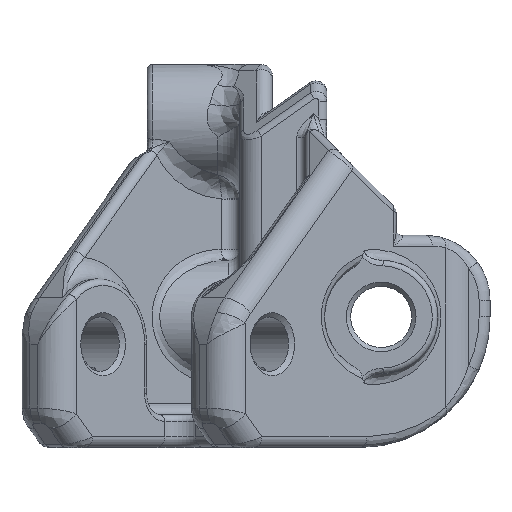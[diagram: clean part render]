
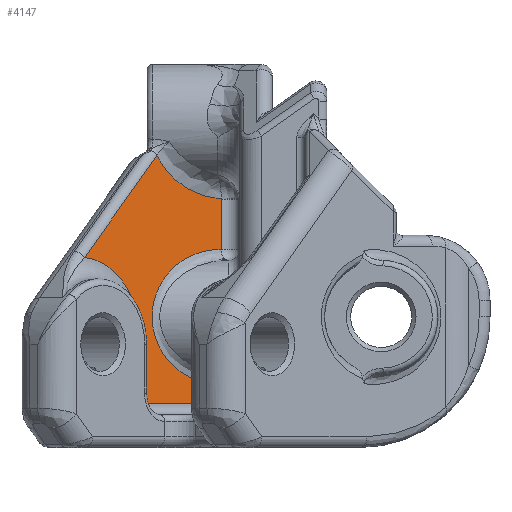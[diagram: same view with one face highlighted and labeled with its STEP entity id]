
A CAD part, front view. The second image highlights one B-rep face of the part: STEP entity #4147.
In plain terms, the highlighted planar face has unit normal (0.707, -0.707, 0).
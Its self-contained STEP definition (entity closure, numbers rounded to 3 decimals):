
#243=B_SPLINE_CURVE_WITH_KNOTS('',3,(#10215,#10216,#10217,#10218),
 .UNSPECIFIED.,.F.,.F.,(4,4),(0.,0.002),.UNSPECIFIED.);
#435=ELLIPSE('',#4612,8.768,6.2);
#439=ELLIPSE('',#4632,10.182,7.2);
#474=PLANE('',#4658);
#718=FACE_OUTER_BOUND('',#1008,.T.);
#1008=EDGE_LOOP('',(#3733,#3734,#3735,#3736,#3737,#3738,#3739,#3740,#3741));
#1113=LINE('',#6813,#1300);
#1201=LINE('',#9987,#1388);
#1202=LINE('',#9989,#1389);
#1206=LINE('',#10056,#1393);
#1216=LINE('',#10339,#1403);
#1300=VECTOR('',#4968,10.);
#1388=VECTOR('',#5692,10.);
#1389=VECTOR('',#5695,10.);
#1393=VECTOR('',#5717,10.);
#1403=VECTOR('',#5807,10.);
#1604=CIRCLE('',#4574,8.);
#1806=VERTEX_POINT('',#6811);
#1807=VERTEX_POINT('',#6812);
#1967=VERTEX_POINT('',#9710);
#1977=VERTEX_POINT('',#9926);
#1982=VERTEX_POINT('',#9937);
#1986=VERTEX_POINT('',#9946);
#1987=VERTEX_POINT('',#9979);
#1992=VERTEX_POINT('',#10053);
#1995=VERTEX_POINT('',#10159);
#2183=EDGE_CURVE('',#1806,#1807,#1113,.T.);
#2516=EDGE_CURVE('',#1807,#1967,#1604,.T.);
#2550=EDGE_CURVE('',#1987,#1986,#1201,.T.);
#2551=EDGE_CURVE('',#1986,#1982,#1202,.T.);
#2556=EDGE_CURVE('',#1982,#1977,#435,.T.);
#2561=EDGE_CURVE('',#1977,#1992,#1206,.T.);
#2568=EDGE_CURVE('',#1992,#1995,#243,.T.);
#2578=EDGE_CURVE('',#1995,#1806,#439,.T.);
#2597=EDGE_CURVE('',#1967,#1987,#1216,.T.);
#3733=ORIENTED_EDGE('',*,*,#2516,.T.);
#3734=ORIENTED_EDGE('',*,*,#2597,.T.);
#3735=ORIENTED_EDGE('',*,*,#2550,.T.);
#3736=ORIENTED_EDGE('',*,*,#2551,.T.);
#3737=ORIENTED_EDGE('',*,*,#2556,.T.);
#3738=ORIENTED_EDGE('',*,*,#2561,.T.);
#3739=ORIENTED_EDGE('',*,*,#2568,.T.);
#3740=ORIENTED_EDGE('',*,*,#2578,.T.);
#3741=ORIENTED_EDGE('',*,*,#2183,.T.);
#4147=ADVANCED_FACE('',(#718),#474,.F.);
#4574=AXIS2_PLACEMENT_3D('',#9712,#5616,#5617);
#4612=AXIS2_PLACEMENT_3D('',#10047,#5703,#5704);
#4632=AXIS2_PLACEMENT_3D('',#10265,#5748,#5749);
#4658=AXIS2_PLACEMENT_3D('',#10338,#5805,#5806);
#4968=DIRECTION('',(-0.5,-0.5,-0.707));
#5616=DIRECTION('center_axis',(-0.707,0.707,0.));
#5617=DIRECTION('ref_axis',(0.271,0.271,0.924));
#5692=DIRECTION('',(0.707,0.707,0.));
#5695=DIRECTION('',(0.,0.,1.));
#5703=DIRECTION('center_axis',(-0.707,0.707,0.));
#5704=DIRECTION('ref_axis',(-0.707,-0.707,0.));
#5717=DIRECTION('',(0.,0.,1.));
#5748=DIRECTION('center_axis',(-0.707,0.707,0.));
#5749=DIRECTION('ref_axis',(-0.707,-0.707,0.));
#5805=DIRECTION('center_axis',(-0.707,0.707,0.));
#5806=DIRECTION('ref_axis',(-0.707,-0.707,0.));
#5807=DIRECTION('',(0.,0.,-1.));
#6811=CARTESIAN_POINT('',(-50.614,4.943,16.844));
#6812=CARTESIAN_POINT('',(-57.238,-1.682,7.476));
#6813=CARTESIAN_POINT('',(-48.918,6.638,19.241));
#9710=CARTESIAN_POINT('',(-52.021,3.536,-0.5));
#9712=CARTESIAN_POINT('Origin',(-57.678,-2.121,-0.5));
#9926=CARTESIAN_POINT('',(-44.707,10.849,8.198));
#9937=CARTESIAN_POINT('',(-44.707,10.849,-4.198));
#9946=CARTESIAN_POINT('',(-44.707,10.849,-6.));
#9979=CARTESIAN_POINT('',(-52.021,3.536,-6.));
#9987=CARTESIAN_POINT('',(-45.941,9.615,-6.));
#9989=CARTESIAN_POINT('',(-44.707,10.849,1.5));
#10047=CARTESIAN_POINT('Origin',(-44.849,10.707,2.));
#10053=CARTESIAN_POINT('',(-44.707,10.849,12.801));
#10056=CARTESIAN_POINT('',(-44.707,10.849,1.5));
#10159=CARTESIAN_POINT('',(-44.707,10.849,12.822));
#10215=CARTESIAN_POINT('Ctrl Pts',(-44.707,10.849,12.801));
#10216=CARTESIAN_POINT('Ctrl Pts',(-44.707,10.849,12.808));
#10217=CARTESIAN_POINT('Ctrl Pts',(-44.707,10.849,12.815));
#10218=CARTESIAN_POINT('Ctrl Pts',(-44.707,10.849,12.822));
#10265=CARTESIAN_POINT('Origin',(-44.142,11.414,20.));
#10338=CARTESIAN_POINT('Origin',(-43.,12.556,-7.));
#10339=CARTESIAN_POINT('',(-52.021,3.536,-8.5));
